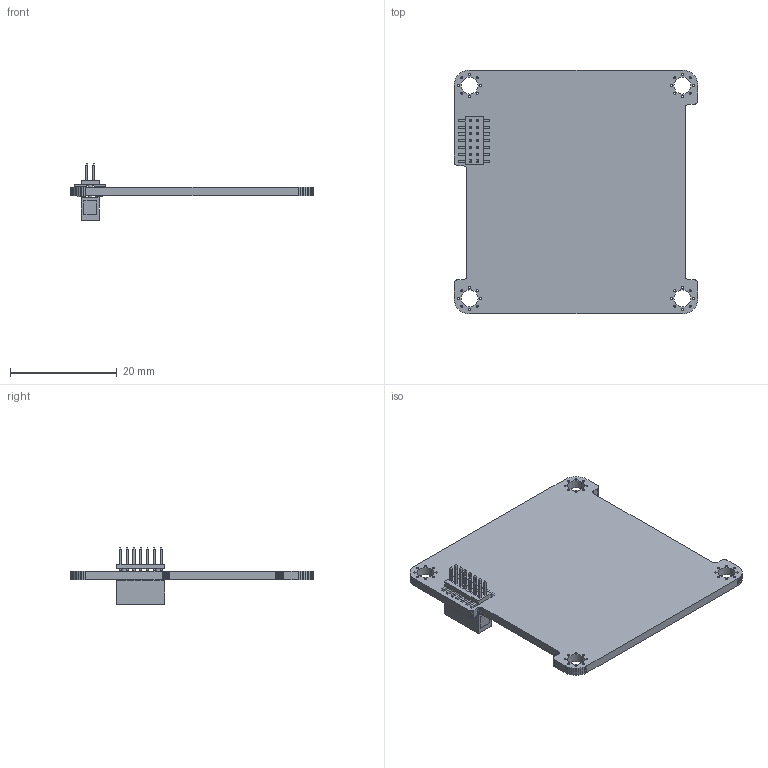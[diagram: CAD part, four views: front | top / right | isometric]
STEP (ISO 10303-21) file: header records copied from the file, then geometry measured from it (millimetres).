
FILE_DESCRIPTION(('KiCad electronic assembly'),'2;1');
FILE_NAME('batteryboard-middle.step','2023-04-25T23:44:48',('Pcbnew'),( 'Kicad'),'Open CASCADE STEP processor 7.6','KiCad to STEP converter' ,'Unknown');
FILE_SCHEMA(('AUTOMOTIVE_DESIGN { 1 0 10303 214 1 1 1 1 }'));
Length unit declared in the file: millimetre
Products named in the file (6): batteryboard-middle 1; FTS-107-01-X-DV-A; COMPOUND; FLE-107-01-X-DV-A; batteryboard-middle PCB
Assembly tree (5 placements, depth 3):
  batteryboard-middle 1
    FTS-107-01-X-DV-A
      COMPOUND
    FLE-107-01-X-DV-A
      COMPOUND
    batteryboard-middle PCB
Bounding box: 45.6 x 45.6 x 10.54 mm (x, y, z)
Volume: 3244.1 mm3; surface area: 5096.4 mm2
Topology: 6 solids, 6 shells, 747 faces, 2067 edges, 1341 vertices
Faces by surface type: plane 659, cylinder 86, revolution 1, sphere 1
Full cylindrical faces by diameter (mm): 0.381 x38, 0.508 x6, 0.635 x2, 0.889 x2, 1.02 x2, 3.2 x4
Entity records: 50971 total; most frequent: CARTESIAN_POINT 8837, DIRECTION 7830, LINE 5733, VECTOR 5733, ORIENTED_EDGE 4132, PCURVE 4132, DEFINITIONAL_REPRESENTATION 4132, EDGE_CURVE 2066
